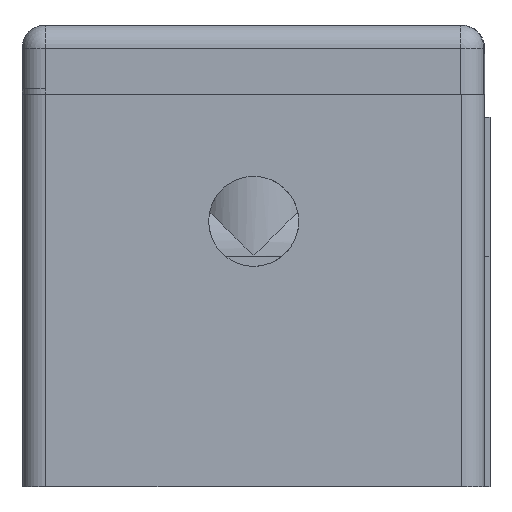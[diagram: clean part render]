
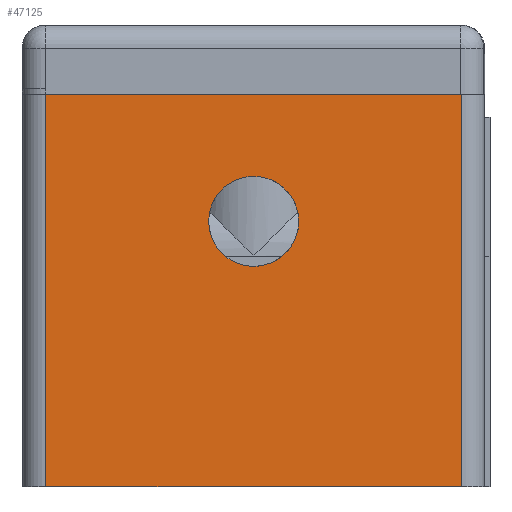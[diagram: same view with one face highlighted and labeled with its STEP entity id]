
A CAD part, left-side view. The second image highlights one B-rep face of the part: STEP entity #47125.
In plain terms, the highlighted planar face has unit normal (-1, 0, 0).
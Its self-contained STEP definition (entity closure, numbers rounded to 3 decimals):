
#3122 = PLANE ( 'NONE',  #74551 ) ;
#4170 = ORIENTED_EDGE ( 'NONE', *, *, #87000, .T. ) ;
#6362 = DIRECTION ( 'NONE',  ( 0., -1., 0. ) ) ;
#7283 = ORIENTED_EDGE ( 'NONE', *, *, #86953, .F. ) ;
#8257 = CARTESIAN_POINT ( 'NONE',  ( 5., 2., -7.5 ) ) ;
#11274 = EDGE_LOOP ( 'NONE', ( #7283, #4170, #55319, #46623 ) ) ;
#15202 = DIRECTION ( 'NONE',  ( -1., 0., 0. ) ) ;
#15871 = AXIS2_PLACEMENT_3D ( 'NONE', #86292, #19417, #39788 ) ;
#17159 = CARTESIAN_POINT ( 'NONE',  ( 5., 0., 34. ) ) ;
#18473 = CARTESIAN_POINT ( 'NONE',  ( 5., 38., -7.5 ) ) ;
#18910 = DIRECTION ( 'NONE',  ( 0., 0., -1. ) ) ;
#19417 = DIRECTION ( 'NONE',  ( -1., 0., 0. ) ) ;
#21428 = CARTESIAN_POINT ( 'NONE',  ( 5., 2., 34. ) ) ;
#23017 = CIRCLE ( 'NONE', #27237, 3.9 ) ;
#23312 = LINE ( 'NONE', #8257, #80063 ) ;
#23525 = ORIENTED_EDGE ( 'NONE', *, *, #54275, .F. ) ;
#24246 = DIRECTION ( 'NONE',  ( 0., -1., 0. ) ) ;
#25436 = LINE ( 'NONE', #26744, #31442 ) ;
#26744 = CARTESIAN_POINT ( 'NONE',  ( 5., 0., 0. ) ) ;
#27237 = AXIS2_PLACEMENT_3D ( 'NONE', #30252, #15202, #75853 ) ;
#27533 = EDGE_CURVE ( 'NONE', #68359, #65228, #23017, .T. ) ;
#28588 = CIRCLE ( 'NONE', #15871, 3.9 ) ;
#30252 = CARTESIAN_POINT ( 'NONE',  ( 5., 20., 23. ) ) ;
#30962 = EDGE_LOOP ( 'NONE', ( #23525, #57974 ) ) ;
#31442 = VECTOR ( 'NONE', #6362, 1000. ) ;
#38120 = FACE_OUTER_BOUND ( 'NONE', #11274, .T. ) ;
#39788 = DIRECTION ( 'NONE',  ( 0., -1., 0. ) ) ;
#40033 = VECTOR ( 'NONE', #18910, 1000. ) ;
#40201 = CARTESIAN_POINT ( 'NONE',  ( 5., 2., 0. ) ) ;
#41418 = VECTOR ( 'NONE', #24246, 1000. ) ;
#41960 = CARTESIAN_POINT ( 'NONE',  ( 5., 23.9, 23. ) ) ;
#42877 = VERTEX_POINT ( 'NONE', #21428 ) ;
#44304 = DIRECTION ( 'NONE',  ( 0., 1., 0. ) ) ;
#46623 = ORIENTED_EDGE ( 'NONE', *, *, #61611, .T. ) ;
#47125 = ADVANCED_FACE ( 'NONE', ( #58467, #38120 ), #3122, .F. ) ;
#47243 = VERTEX_POINT ( 'NONE', #40201 ) ;
#53001 = LINE ( 'NONE', #18473, #40033 ) ;
#54275 = EDGE_CURVE ( 'NONE', #65228, #68359, #28588, .T. ) ;
#55319 = ORIENTED_EDGE ( 'NONE', *, *, #70064, .T. ) ;
#57974 = ORIENTED_EDGE ( 'NONE', *, *, #27533, .F. ) ;
#58467 = FACE_BOUND ( 'NONE', #30962, .T. ) ;
#61611 = EDGE_CURVE ( 'NONE', #47243, #42877, #23312, .T. ) ;
#61656 = VERTEX_POINT ( 'NONE', #70210 ) ;
#64952 = LINE ( 'NONE', #17159, #41418 ) ;
#65228 = VERTEX_POINT ( 'NONE', #65924 ) ;
#65924 = CARTESIAN_POINT ( 'NONE',  ( 5., 16.1, 23. ) ) ;
#68359 = VERTEX_POINT ( 'NONE', #41960 ) ;
#70064 = EDGE_CURVE ( 'NONE', #61656, #47243, #25436, .T. ) ;
#70210 = CARTESIAN_POINT ( 'NONE',  ( 5., 38., 0. ) ) ;
#72757 = CARTESIAN_POINT ( 'NONE',  ( 5., 38., 34. ) ) ;
#74551 = AXIS2_PLACEMENT_3D ( 'NONE', #84606, #85039, #44304 ) ;
#74649 = VERTEX_POINT ( 'NONE', #72757 ) ;
#75853 = DIRECTION ( 'NONE',  ( 0., -1., 0. ) ) ;
#76876 = DIRECTION ( 'NONE',  ( 0., 0., 1. ) ) ;
#80063 = VECTOR ( 'NONE', #76876, 1000. ) ;
#84606 = CARTESIAN_POINT ( 'NONE',  ( 5., 46.809, -7.5 ) ) ;
#85039 = DIRECTION ( 'NONE',  ( 1., 0., 0. ) ) ;
#86292 = CARTESIAN_POINT ( 'NONE',  ( 5., 20., 23. ) ) ;
#86953 = EDGE_CURVE ( 'NONE', #74649, #42877, #64952, .T. ) ;
#87000 = EDGE_CURVE ( 'NONE', #74649, #61656, #53001, .T. ) ;
